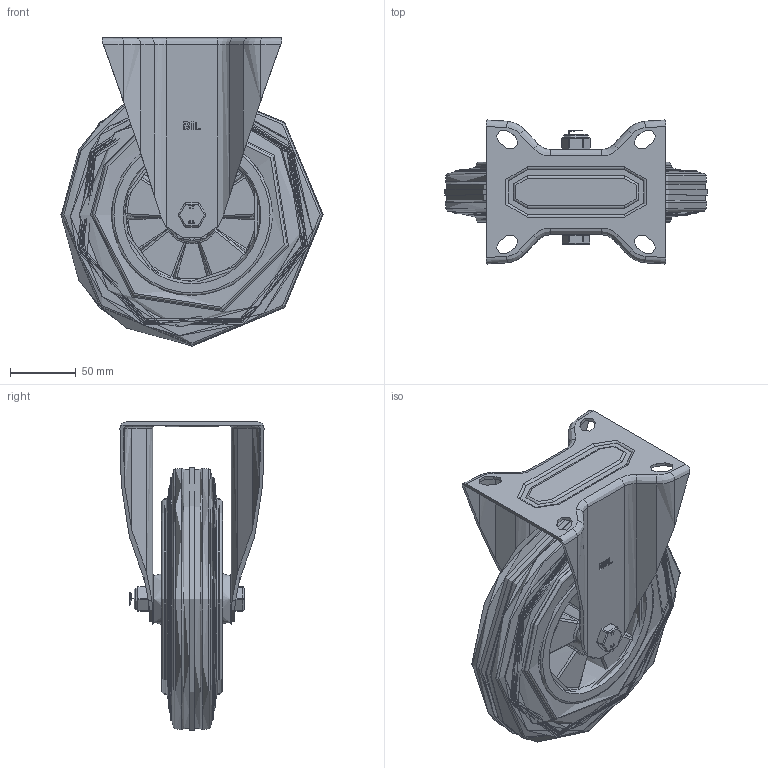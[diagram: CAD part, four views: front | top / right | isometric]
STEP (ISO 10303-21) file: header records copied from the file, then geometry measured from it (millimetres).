
FILE_DESCRIPTION(/* description */ (''),/* implementation_level */ '2;1');
FILE_NAME(/* name */ 'BZMMF200GRB.step',/* time_stamp */ '2024-06-27T10:24:43+01:00',/* author */ (''),/* organization */ (''),/* preprocessor_version */ 'ST-DEVELOPER v20',/* originating_system */ 'Autodesk Translation Framework v13.14.0.145',/* authorisation */ '');
FILE_SCHEMA (('AUTOMOTIVE_DESIGN { 1 0 10303 214 3 1 1 }'));
Length unit declared in the file: millimetre
Products named in the file (20): BZMMF200GRB; BZMMF200AS/LITE v4; ZINC PLATED, PRESSED STEELM BRACKET; BZH200WGRRB v1; POLYPROPYLENE RIM; POLYPROPYLENE RIM Geometry; CAP; ROLLER BEARING; Pattern; Component1; CAGE; RUBBER TYRE; TUBEM20X60 v1; ZINC PLATED STEEL TUBE; HEXBOLTM12X80Z8.8 v2; GRADE 8.8 ZINC PLATED BOLT; NYLOCM12Z v1; NYLOC NUT; NUT; RUBBER
Assembly tree (26 placements, depth 5):
  BZMMF200GRB
    BZMMF200AS/LITE v4
      ZINC PLATED, PRESSED STEELM BRACKET
    BZH200WGRRB v1
      POLYPROPYLENE RIM
        POLYPROPYLENE RIM Geometry
        CAP
      ROLLER BEARING
        Pattern
          Component1  x8
        CAGE
      RUBBER TYRE
    TUBEM20X60 v1
      ZINC PLATED STEEL TUBE
    HEXBOLTM12X80Z8.8 v2
      GRADE 8.8 ZINC PLATED BOLT
    NYLOCM12Z v1
      NYLOC NUT
        NUT
        RUBBER
Bounding box: 200 x 109.89 x 235 mm (x, y, z)
Volume: 1107277.8 mm3; surface area: 286560.7 mm2
Topology: 17 solids, 17 shells, 846 faces, 2093 edges, 1292 vertices
Faces by surface type: bspline 240, plane 223, cylinder 196, torus 75, sphere 58, cone 54
Full cylindrical faces by diameter (mm): 7.5 x8, 9.836 x18, 11.834 x18, 12 x3, 12.25 x2, 12.5 x1, 14 x2, 18 x1, 18.5 x1, 19.9 x1, 20 x3, 34 x1, 34.9 x1, 35 x1, 41 x2, 118 x2, 123 x2, 152.5 x2, 197.807 x2
Entity records: 72805 total; most frequent: CARTESIAN_POINT 53648, ORIENTED_EDGE 4134, DIRECTION 3576, EDGE_CURVE 2067, AXIS2_PLACEMENT_3D 1440, VERTEX_POINT 1278, EDGE_LOOP 883, FACE_OUTER_BOUND 825
